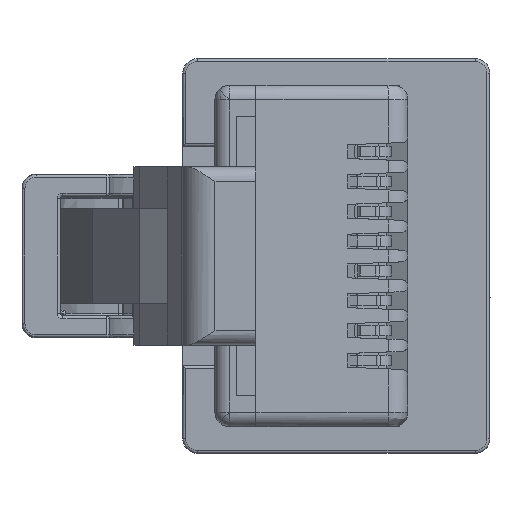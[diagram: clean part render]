
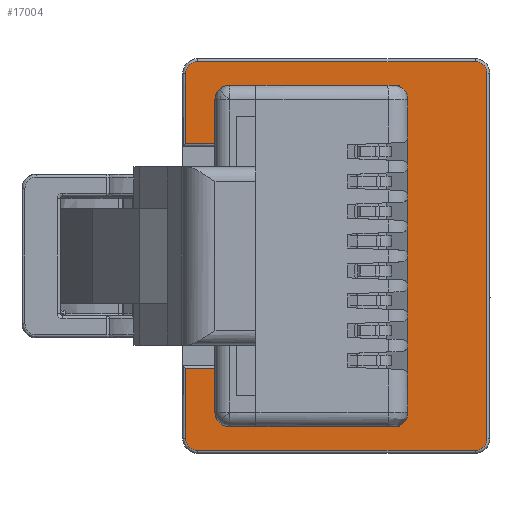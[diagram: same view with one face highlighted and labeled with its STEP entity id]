
A CAD part, left-side view. The second image highlights one B-rep face of the part: STEP entity #17004.
In plain terms, the highlighted planar face has unit normal (-1, 0, 0).
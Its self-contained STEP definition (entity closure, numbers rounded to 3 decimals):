
#1390=DIRECTION('',(0.,0.,-1.));
#1391=VECTOR('',#1390,12.5);
#1392=CARTESIAN_POINT('',(-99.498,-7.811,
76.966));
#1393=LINE('',#1392,#1391);
#1409=DIRECTION('',(0.,1.,0.));
#1410=VECTOR('',#1409,0.2);
#1411=CARTESIAN_POINT('',(-99.498,-5.011,
65.276));
#1412=LINE('',#1411,#1410);
#1413=CARTESIAN_POINT('',(-99.498,-5.011,
65.376));
#1414=DIRECTION('',(1.,0.,0.));
#1415=DIRECTION('',(0.,-1.,0.));
#1416=AXIS2_PLACEMENT_3D('',#1413,#1414,#1415);
#1418=DIRECTION('',(0.,0.,-1.));
#1419=VECTOR('',#1418,10.68);
#1420=CARTESIAN_POINT('',(-99.498,-5.111,
76.056));
#1421=LINE('',#1420,#1419);
#1422=CARTESIAN_POINT('',(-99.498,-5.011,
76.056));
#1423=DIRECTION('',(1.,0.,0.));
#1424=DIRECTION('',(0.,0.,1.));
#1425=AXIS2_PLACEMENT_3D('',#1422,#1423,#1424);
#1427=DIRECTION('',(0.,-1.,0.));
#1428=VECTOR('',#1427,0.2);
#1429=CARTESIAN_POINT('',(-99.498,-4.811,
76.156));
#1430=LINE('',#1429,#1428);
#1431=DIRECTION('',(0.,0.,-1.));
#1432=VECTOR('',#1431,0.4);
#1433=CARTESIAN_POINT('',(-99.498,-4.811,
76.556));
#1434=LINE('',#1433,#1432);
#1435=DIRECTION('',(0.,-1.,0.));
#1436=VECTOR('',#1435,5.8);
#1437=CARTESIAN_POINT('',(-99.498,0.989,
76.556));
#1438=LINE('',#1437,#1436);
#1439=CARTESIAN_POINT('',(-99.498,0.989,
76.056));
#1440=DIRECTION('',(1.,0.,0.));
#1441=DIRECTION('',(0.,1.,0.));
#1442=AXIS2_PLACEMENT_3D('',#1439,#1440,#1441);
#1444=DIRECTION('',(0.,0.,1.));
#1445=VECTOR('',#1444,1.49);
#1446=CARTESIAN_POINT('',(-99.498,1.489,74.566));
#1447=LINE('',#1446,#1445);
#1448=CARTESIAN_POINT('',(-99.498,2.089,76.966));
#1449=DIRECTION('',(-1.,0.,0.));
#1450=DIRECTION('',(0.,0.,1.));
#1451=AXIS2_PLACEMENT_3D('',#1448,#1449,#1450);
#1453=CARTESIAN_POINT('',(-99.498,-7.411,
76.966));
#1454=DIRECTION('',(-1.,0.,0.));
#1455=DIRECTION('',(0.,-1.,0.));
#1456=AXIS2_PLACEMENT_3D('',#1453,#1454,#1455);
#1458=CARTESIAN_POINT('',(-99.498,-7.411,
64.466));
#1459=DIRECTION('',(-1.,0.,0.));
#1460=DIRECTION('',(0.,0.,-1.));
#1461=AXIS2_PLACEMENT_3D('',#1458,#1459,#1460);
#1463=CARTESIAN_POINT('',(-99.498,2.089,64.466));
#1464=DIRECTION('',(-1.,0.,0.));
#1465=DIRECTION('',(0.,1.,0.));
#1466=AXIS2_PLACEMENT_3D('',#1463,#1464,#1465);
#1468=DIRECTION('',(0.,0.,1.));
#1469=VECTOR('',#1468,1.49);
#1470=CARTESIAN_POINT('',(-99.498,1.489,65.376));
#1471=LINE('',#1470,#1469);
#1472=CARTESIAN_POINT('',(-99.498,0.989,
65.376));
#1473=DIRECTION('',(1.,0.,0.));
#1474=DIRECTION('',(0.,0.,-1.));
#1475=AXIS2_PLACEMENT_3D('',#1472,#1473,#1474);
#1477=DIRECTION('',(0.,1.,0.));
#1478=VECTOR('',#1477,5.8);
#1479=CARTESIAN_POINT('',(-99.498,-4.811,
64.876));
#1480=LINE('',#1479,#1478);
#1481=DIRECTION('',(0.,0.,-1.));
#1482=VECTOR('',#1481,0.4);
#1483=CARTESIAN_POINT('',(-99.498,-4.811,
65.276));
#1484=LINE('',#1483,#1482);
#6773=DIRECTION('',(0.,-1.,0.));
#6774=VECTOR('',#6773,1.);
#6775=CARTESIAN_POINT('',(-99.498,2.489,66.866));
#6776=LINE('',#6775,#6774);
#6793=DIRECTION('',(0.,0.,1.));
#6794=VECTOR('',#6793,2.4);
#6795=CARTESIAN_POINT('',(-99.498,2.489,64.466));
#6796=LINE('',#6795,#6794);
#6816=DIRECTION('',(0.,1.,0.));
#6817=VECTOR('',#6816,9.5);
#6818=CARTESIAN_POINT('',(-99.498,-7.411,
64.066));
#6819=LINE('',#6818,#6817);
#6832=DIRECTION('',(0.,1.,0.));
#6833=VECTOR('',#6832,1.);
#6834=CARTESIAN_POINT('',(-99.498,1.489,74.566));
#6835=LINE('',#6834,#6833);
#6836=DIRECTION('',(0.,0.,1.));
#6837=VECTOR('',#6836,2.4);
#6838=CARTESIAN_POINT('',(-99.498,2.489,74.566));
#6839=LINE('',#6838,#6837);
#6867=DIRECTION('',(0.,-1.,0.));
#6868=VECTOR('',#6867,9.5);
#6869=CARTESIAN_POINT('',(-99.498,2.089,77.366));
#6870=LINE('',#6869,#6868);
#11033=CARTESIAN_POINT('',(-99.498,-7.811,
64.466));
#11035=VERTEX_POINT('',#11033);
#11316=CARTESIAN_POINT('',(-99.498,1.489,
66.866));
#11318=VERTEX_POINT('',#11316);
#11434=CARTESIAN_POINT('',(-99.498,1.489,
76.056));
#11435=CARTESIAN_POINT('',(-99.498,0.989,
76.556));
#11436=VERTEX_POINT('',#11434);
#11437=VERTEX_POINT('',#11435);
#11447=CARTESIAN_POINT('',(-99.498,2.489,
66.866));
#11448=VERTEX_POINT('',#11447);
#11556=CARTESIAN_POINT('',(-99.498,-4.811,
76.556));
#11558=VERTEX_POINT('',#11556);
#11653=CARTESIAN_POINT('',(-99.498,-5.011,
76.156));
#11655=VERTEX_POINT('',#11653);
#11667=CARTESIAN_POINT('',(-99.498,2.489,
64.466));
#11669=VERTEX_POINT('',#11667);
#11719=CARTESIAN_POINT('',(-99.498,-5.111,
76.056));
#11720=CARTESIAN_POINT('',(-99.498,-5.111,
65.376));
#11721=VERTEX_POINT('',#11719);
#11722=VERTEX_POINT('',#11720);
#11755=CARTESIAN_POINT('',(-99.498,2.089,
64.066));
#11757=VERTEX_POINT('',#11755);
#11839=CARTESIAN_POINT('',(-99.498,-4.811,
65.276));
#11840=CARTESIAN_POINT('',(-99.498,-4.811,
64.876));
#11841=VERTEX_POINT('',#11839);
#11842=VERTEX_POINT('',#11840);
#12035=CARTESIAN_POINT('',(-99.498,0.989,
64.876));
#12036=VERTEX_POINT('',#12035);
#12147=CARTESIAN_POINT('',(-99.498,-7.411,
77.366));
#12149=VERTEX_POINT('',#12147);
#12155=CARTESIAN_POINT('',(-99.498,-7.811,
76.966));
#12156=VERTEX_POINT('',#12155);
#12399=CARTESIAN_POINT('',(-99.498,-7.411,
64.066));
#12400=VERTEX_POINT('',#12399);
#12431=CARTESIAN_POINT('',(-99.498,1.489,
65.376));
#12432=VERTEX_POINT('',#12431);
#12498=CARTESIAN_POINT('',(-99.498,-4.811,
76.156));
#12499=VERTEX_POINT('',#12498);
#12919=CARTESIAN_POINT('',(-99.498,2.489,
76.966));
#12920=VERTEX_POINT('',#12919);
#13060=CARTESIAN_POINT('',(-99.498,2.089,
77.366));
#13061=VERTEX_POINT('',#13060);
#13225=CARTESIAN_POINT('',(-99.498,1.489,
74.566));
#13226=CARTESIAN_POINT('',(-99.498,2.489,
74.566));
#13227=VERTEX_POINT('',#13225);
#13228=VERTEX_POINT('',#13226);
#13290=CARTESIAN_POINT('',(-99.498,-5.011,
65.276));
#13291=VERTEX_POINT('',#13290);
#16952=CARTESIAN_POINT('',(-99.498,-2.661,
70.716));
#16953=DIRECTION('',(1.,0.,0.));
#16954=DIRECTION('',(0.,0.,-1.));
#16955=AXIS2_PLACEMENT_3D('',#16952,#16953,#16954);
#16956=PLANE('',#16955);
#16958=ORIENTED_EDGE('',*,*,#16957,.F.);
#16960=ORIENTED_EDGE('',*,*,#16959,.F.);
#16962=ORIENTED_EDGE('',*,*,#16961,.F.);
#16964=ORIENTED_EDGE('',*,*,#16963,.F.);
#16966=ORIENTED_EDGE('',*,*,#16965,.F.);
#16968=ORIENTED_EDGE('',*,*,#16967,.F.);
#16970=ORIENTED_EDGE('',*,*,#16969,.F.);
#16972=ORIENTED_EDGE('',*,*,#16971,.F.);
#16974=ORIENTED_EDGE('',*,*,#16973,.F.);
#16976=ORIENTED_EDGE('',*,*,#16975,.T.);
#16978=ORIENTED_EDGE('',*,*,#16977,.T.);
#16980=ORIENTED_EDGE('',*,*,#16979,.F.);
#16982=ORIENTED_EDGE('',*,*,#16981,.T.);
#16983=ORIENTED_EDGE('',*,*,#16943,.F.);
#16984=ORIENTED_EDGE('',*,*,#16932,.T.);
#16985=ORIENTED_EDGE('',*,*,#16918,.F.);
#16987=ORIENTED_EDGE('',*,*,#16986,.T.);
#16989=ORIENTED_EDGE('',*,*,#16988,.F.);
#16991=ORIENTED_EDGE('',*,*,#16990,.T.);
#16993=ORIENTED_EDGE('',*,*,#16992,.T.);
#16995=ORIENTED_EDGE('',*,*,#16994,.F.);
#16997=ORIENTED_EDGE('',*,*,#16996,.F.);
#16999=ORIENTED_EDGE('',*,*,#16998,.F.);
#17001=ORIENTED_EDGE('',*,*,#17000,.F.);
#17002=EDGE_LOOP('',(#16958,#16960,#16962,#16964,#16966,#16968,#16970,#16972,
#16974,#16976,#16978,#16980,#16982,#16983,#16984,#16985,#16987,#16989,#16991,
#16993,#16995,#16997,#16999,#17001));
#17003=FACE_OUTER_BOUND('',#17002,.F.);
#17004=ADVANCED_FACE('',(#17003),#16956,.F.);
#1417=CIRCLE('',#1416,0.1);
#1426=CIRCLE('',#1425,0.1);
#1443=CIRCLE('',#1442,0.5);
#1452=CIRCLE('',#1451,0.4);
#1457=CIRCLE('',#1456,0.4);
#1462=CIRCLE('',#1461,0.4);
#1467=CIRCLE('',#1466,0.4);
#1476=CIRCLE('',#1475,0.5);
#16918=EDGE_CURVE('',#12400,#11035,#1462,.T.);
#16932=EDGE_CURVE('',#12156,#11035,#1393,.T.);
#16943=EDGE_CURVE('',#12156,#12149,#1457,.T.);
#16957=EDGE_CURVE('',#13291,#11841,#1412,.T.);
#16959=EDGE_CURVE('',#11722,#13291,#1417,.T.);
#16961=EDGE_CURVE('',#11721,#11722,#1421,.T.);
#16963=EDGE_CURVE('',#11655,#11721,#1426,.T.);
#16965=EDGE_CURVE('',#12499,#11655,#1430,.T.);
#16967=EDGE_CURVE('',#11558,#12499,#1434,.T.);
#16969=EDGE_CURVE('',#11437,#11558,#1438,.T.);
#16971=EDGE_CURVE('',#11436,#11437,#1443,.T.);
#16973=EDGE_CURVE('',#13227,#11436,#1447,.T.);
#16975=EDGE_CURVE('',#13227,#13228,#6835,.T.);
#16977=EDGE_CURVE('',#13228,#12920,#6839,.T.);
#16979=EDGE_CURVE('',#13061,#12920,#1452,.T.);
#16981=EDGE_CURVE('',#13061,#12149,#6870,.T.);
#16986=EDGE_CURVE('',#12400,#11757,#6819,.T.);
#16988=EDGE_CURVE('',#11669,#11757,#1467,.T.);
#16990=EDGE_CURVE('',#11669,#11448,#6796,.T.);
#16992=EDGE_CURVE('',#11448,#11318,#6776,.T.);
#16994=EDGE_CURVE('',#12432,#11318,#1471,.T.);
#16996=EDGE_CURVE('',#12036,#12432,#1476,.T.);
#16998=EDGE_CURVE('',#11842,#12036,#1480,.T.);
#17000=EDGE_CURVE('',#11841,#11842,#1484,.T.);
